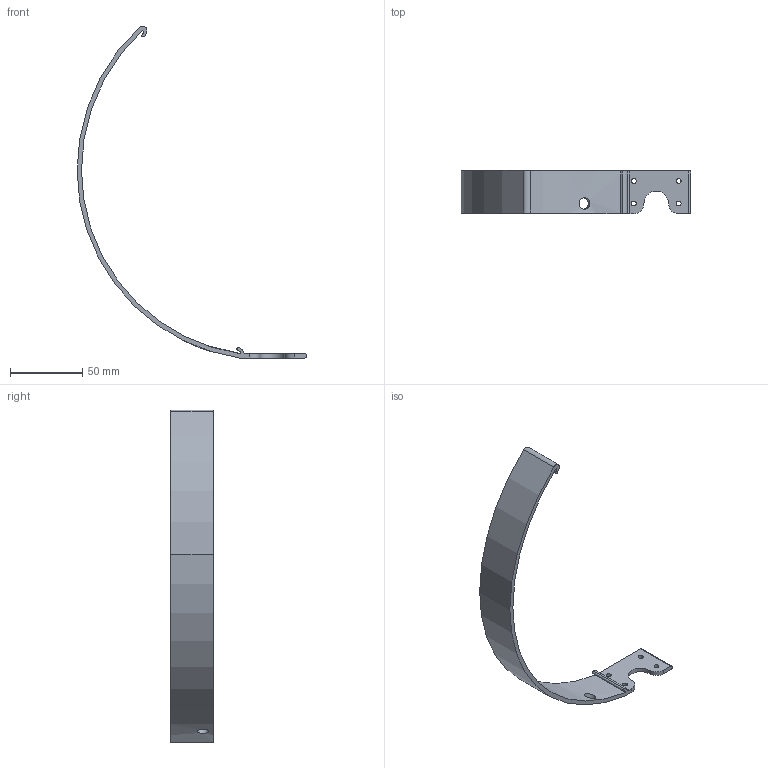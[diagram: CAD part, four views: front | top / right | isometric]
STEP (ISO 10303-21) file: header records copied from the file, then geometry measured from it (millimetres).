
FILE_DESCRIPTION(('FreeCAD Model'),'2;1');
FILE_NAME('Open CASCADE Shape Model','2025-06-18T18:13:50',(''),(''), 'Open CASCADE STEP processor 7.8','FreeCAD','Unknown');
FILE_SCHEMA(('AUTOMOTIVE_DESIGN { 1 0 10303 214 1 1 1 1 }'));
Length unit declared in the file: millimetre
Products named in the file (1): optional-A4-paper-dome
Bounding box: 159 x 29.5 x 229.77 mm (x, y, z)
Volume: 30112.7 mm3; surface area: 22696.1 mm2
Topology: 1 solids, 1 shells, 26 faces, 72 edges, 48 vertices
Faces by surface type: cylinder 19, plane 5, bspline 2
Full cylindrical faces by diameter (mm): 3.4 x4, 8 x1
Entity records: 1144 total; most frequent: CARTESIAN_POINT 423, DIRECTION 148, ORIENTED_EDGE 144, EDGE_CURVE 72, AXIS2_PLACEMENT_3D 61, VERTEX_POINT 48, FACE_BOUND 36, EDGE_LOOP 36
